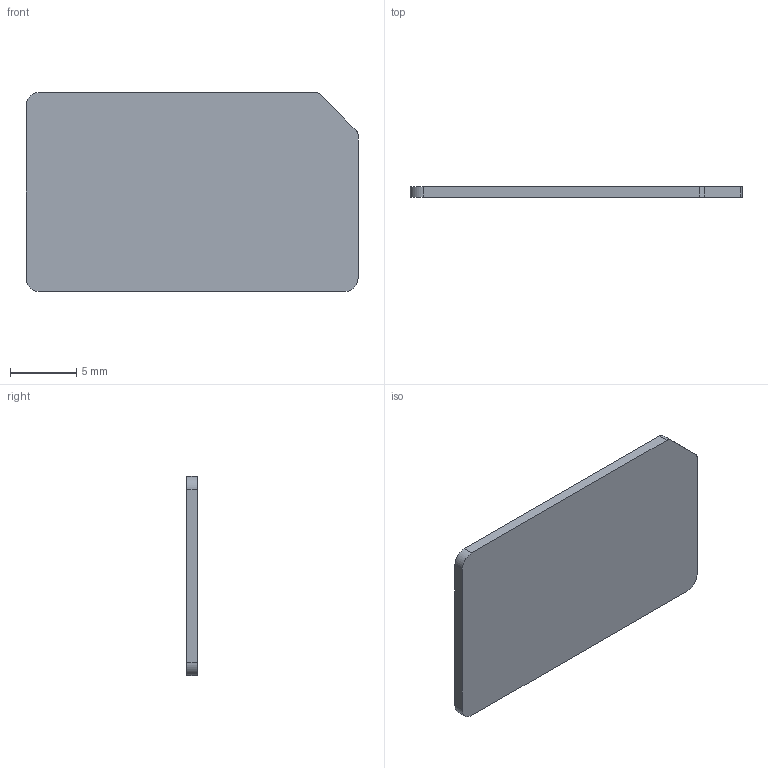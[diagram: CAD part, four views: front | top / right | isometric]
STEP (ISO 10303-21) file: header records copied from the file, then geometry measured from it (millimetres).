
FILE_DESCRIPTION (( 'STEP AP214' ), '1' );
FILE_NAME ('SIM card.STEP', '2011-09-17T19:32:14', ( 'Marcus' ), ( '' ), 'SwSTEP 2.0', 'SolidWorks 2010', '' );
FILE_SCHEMA (( 'AUTOMOTIVE_DESIGN' ));
Length unit declared in the file: millimetre
Products named in the file (1): SIM card
Bounding box: 25 x 0.8 x 15 mm (x, y, z)
Volume: 294.8 mm3; surface area: 1048.5 mm2
Topology: 7 solids, 7 shells, 116 faces, 303 edges, 202 vertices
Faces by surface type: plane 61, cylinder 55
Entity records: 4569 total; most frequent: DIRECTION 647, CARTESIAN_POINT 622, ORIENTED_EDGE 606, EDGE_CURVE 303, AXIS2_PLACEMENT_3D 227, VERTEX_POINT 202, LINE 193, VECTOR 193
